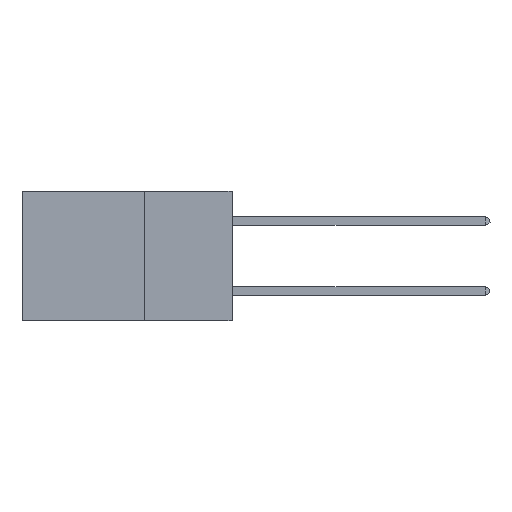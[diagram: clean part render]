
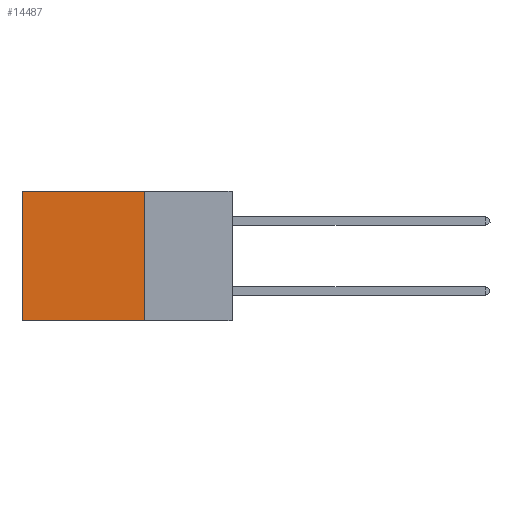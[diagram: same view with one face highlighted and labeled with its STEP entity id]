
A CAD part, left-side view. The second image highlights one B-rep face of the part: STEP entity #14487.
In plain terms, the highlighted planar face has unit normal (-1, 0, 0).
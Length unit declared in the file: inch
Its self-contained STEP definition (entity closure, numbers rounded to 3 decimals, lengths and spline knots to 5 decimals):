
#1414 = DIRECTION ( 'NONE',  ( 0., 0., -1. ) ) ;
#2028 = ORIENTED_EDGE ( 'NONE', *, *, #22965, .T. ) ;
#2104 = VERTEX_POINT ( 'NONE', #10629 ) ;
#2238 = DIRECTION ( 'NONE',  ( 0., 1., 0. ) ) ;
#2996 = EDGE_CURVE ( 'NONE', #2104, #12491, #10447, .T. ) ;
#3180 = CARTESIAN_POINT ( 'NONE',  ( 0.2875, 0.25, 0. ) ) ;
#3616 = ORIENTED_EDGE ( 'NONE', *, *, #9832, .T. ) ;
#3664 = LINE ( 'NONE', #14498, #9625 ) ;
#4142 = CARTESIAN_POINT ( 'NONE',  ( 0.2875, 0.6, 0. ) ) ;
#4499 = PLANE ( 'NONE',  #13780 ) ;
#5677 = CARTESIAN_POINT ( 'NONE',  ( 0.2875, 0.25, 0. ) ) ;
#6478 = DIRECTION ( 'NONE',  ( 0., 0., -1. ) ) ;
#6901 = ORIENTED_EDGE ( 'NONE', *, *, #16523, .F. ) ;
#7999 = CARTESIAN_POINT ( 'NONE',  ( 0.2875, 0.25, 0. ) ) ;
#9625 = VECTOR ( 'NONE', #10515, 39.37008 ) ;
#9832 = EDGE_CURVE ( 'NONE', #13647, #12491, #3664, .T. ) ;
#10447 = LINE ( 'NONE', #22362, #14727 ) ;
#10515 = DIRECTION ( 'NONE',  ( 0., 0., -1. ) ) ;
#10629 = CARTESIAN_POINT ( 'NONE',  ( 0.2875, 0.25, -0.37 ) ) ;
#10818 = VECTOR ( 'NONE', #20162, 39.37008 ) ;
#12046 = FACE_OUTER_BOUND ( 'NONE', #22326, .T. ) ;
#12491 = VERTEX_POINT ( 'NONE', #15111 ) ;
#12555 = VECTOR ( 'NONE', #1414, 39.37008 ) ;
#13647 = VERTEX_POINT ( 'NONE', #4142 ) ;
#13780 = AXIS2_PLACEMENT_3D ( 'NONE', #7999, #15579, #6478 ) ;
#14487 = ADVANCED_FACE ( 'NONE', ( #12046 ), #4499, .F. ) ;
#14498 = CARTESIAN_POINT ( 'NONE',  ( 0.2875, 0.6, 0. ) ) ;
#14619 = VERTEX_POINT ( 'NONE', #17768 ) ;
#14727 = VECTOR ( 'NONE', #2238, 39.37008 ) ;
#15111 = CARTESIAN_POINT ( 'NONE',  ( 0.2875, 0.6, -0.37 ) ) ;
#15579 = DIRECTION ( 'NONE',  ( 1., 0., 0. ) ) ;
#15713 = LINE ( 'NONE', #3180, #12555 ) ;
#16523 = EDGE_CURVE ( 'NONE', #14619, #2104, #15713, .T. ) ;
#16797 = ORIENTED_EDGE ( 'NONE', *, *, #2996, .F. ) ;
#17768 = CARTESIAN_POINT ( 'NONE',  ( 0.2875, 0.25, 0. ) ) ;
#19052 = LINE ( 'NONE', #5677, #10818 ) ;
#20162 = DIRECTION ( 'NONE',  ( 0., 1., 0. ) ) ;
#22326 = EDGE_LOOP ( 'NONE', ( #3616, #16797, #6901, #2028 ) ) ;
#22362 = CARTESIAN_POINT ( 'NONE',  ( 0.2875, 0.25, -0.37 ) ) ;
#22965 = EDGE_CURVE ( 'NONE', #14619, #13647, #19052, .T. ) ;
